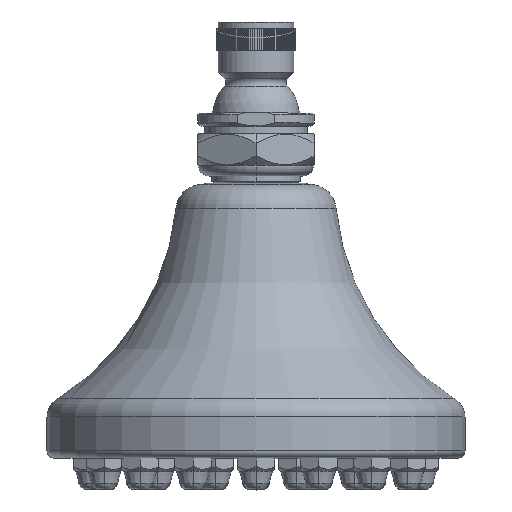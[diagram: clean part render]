
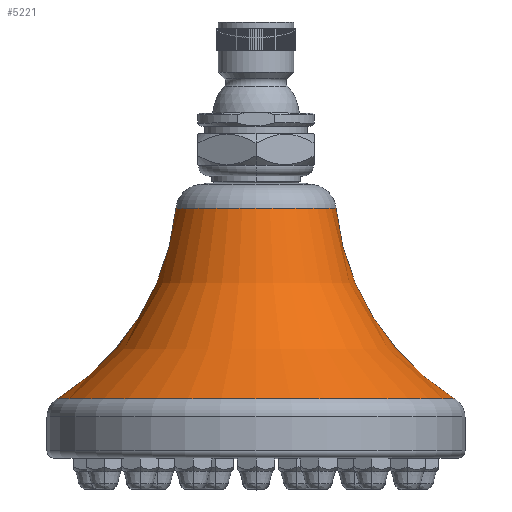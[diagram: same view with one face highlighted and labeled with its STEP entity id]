
A CAD part, top view. The second image highlights one B-rep face of the part: STEP entity #5221.
In plain terms, the highlighted toroidal (fillet/blend) face has major radius 99.857 mm and minor radius 76.2 mm.
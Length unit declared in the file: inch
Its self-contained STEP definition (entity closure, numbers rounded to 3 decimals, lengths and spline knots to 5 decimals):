
#320=CARTESIAN_POINT('',(3.93137,3.25,0.));
#321=DIRECTION('',(0.,0.,-1.));
#322=DIRECTION('',(-0.527,-0.85,0.));
#323=AXIS2_PLACEMENT_3D('',#320,#321,#322);
#325=CARTESIAN_POINT('',(-3.93137,3.25,0.));
#326=DIRECTION('',(0.,0.,1.));
#327=DIRECTION('',(0.527,-0.85,0.));
#328=AXIS2_PLACEMENT_3D('',#325,#326,#327);
#360=CARTESIAN_POINT('',(0.,0.69961,0.));
#361=DIRECTION('',(0.,-1.,0.));
#362=DIRECTION('',(1.,0.,0.));
#363=AXIS2_PLACEMENT_3D('',#360,#361,#362);
#4463=CARTESIAN_POINT('',(0.,2.95438,0.));
#4464=DIRECTION('',(0.,-1.,0.));
#4465=DIRECTION('',(1.,0.,0.));
#4466=AXIS2_PLACEMENT_3D('',#4463,#4464,#4465);
#4509=CARTESIAN_POINT('',(2.35164,0.69961,0.));
#4510=CARTESIAN_POINT('',(-2.35164,0.69961,0.));
#4511=VERTEX_POINT('',#4509);
#4512=VERTEX_POINT('',#4510);
#4517=CARTESIAN_POINT('',(-0.94597,2.95438,0.));
#4518=VERTEX_POINT('',#4517);
#4519=CARTESIAN_POINT('',(0.94597,2.95438,0.));
#4520=VERTEX_POINT('',#4519);
#5206=CARTESIAN_POINT('',(0.,3.25,0.));
#5207=DIRECTION('',(0.,-1.,0.));
#5208=DIRECTION('',(-1.,0.,0.));
#5209=AXIS2_PLACEMENT_3D('',#5206,#5207,#5208);
#5210=TOROIDAL_SURFACE('',#5209,3.93137,3.);
#5212=ORIENTED_EDGE('',*,*,#5211,.F.);
#5214=ORIENTED_EDGE('',*,*,#5213,.T.);
#5216=ORIENTED_EDGE('',*,*,#5215,.T.);
#5218=ORIENTED_EDGE('',*,*,#5217,.F.);
#5219=EDGE_LOOP('',(#5212,#5214,#5216,#5218));
#5220=FACE_OUTER_BOUND('',#5219,.F.);
#5221=ADVANCED_FACE('',(#5220),#5210,.F.);
#324=CIRCLE('',#323,3.);
#329=CIRCLE('',#328,3.);
#364=CIRCLE('',#363,2.35164);
#4467=CIRCLE('',#4466,0.94597);
#5211=EDGE_CURVE('',#4511,#4520,#324,.T.);
#5213=EDGE_CURVE('',#4511,#4512,#364,.T.);
#5215=EDGE_CURVE('',#4512,#4518,#329,.T.);
#5217=EDGE_CURVE('',#4520,#4518,#4467,.T.);
